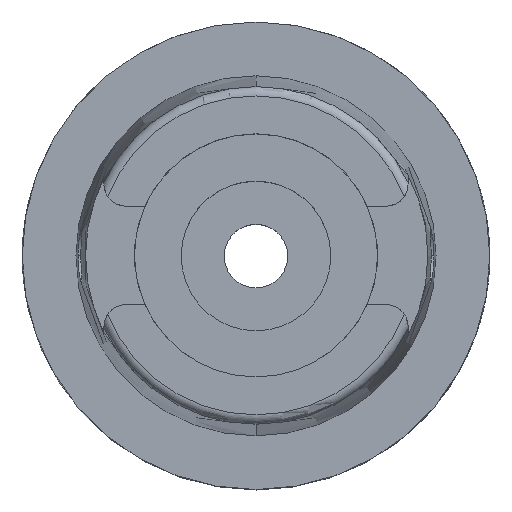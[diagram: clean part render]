
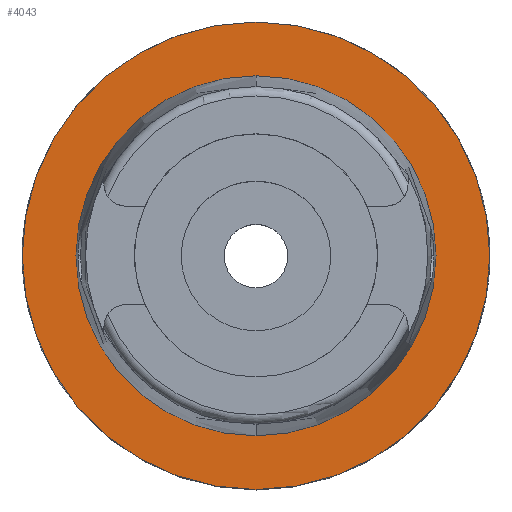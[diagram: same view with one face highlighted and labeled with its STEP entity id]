
A CAD part, top view. The second image highlights one B-rep face of the part: STEP entity #4043.
In plain terms, the highlighted planar face has unit normal (0, 0, 1).
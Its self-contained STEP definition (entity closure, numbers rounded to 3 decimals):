
#1965=CARTESIAN_POINT('',(0.,0.,0.));
#1966=DIRECTION('',(0.,0.,-1.));
#1967=DIRECTION('',(0.,-1.,0.));
#1968=AXIS2_PLACEMENT_3D('',#1965,#1966,#1967);
#1973=CARTESIAN_POINT('',(0.,0.,0.));
#1974=DIRECTION('',(0.,0.,-1.));
#1975=DIRECTION('',(0.,1.,0.));
#1976=AXIS2_PLACEMENT_3D('',#1973,#1974,#1975);
#1981=CARTESIAN_POINT('',(0.,0.,0.));
#1982=DIRECTION('',(0.,0.,1.));
#1983=DIRECTION('',(0.,-1.,0.));
#1984=AXIS2_PLACEMENT_3D('',#1981,#1982,#1983);
#1989=CARTESIAN_POINT('',(0.,0.,0.));
#1990=DIRECTION('',(0.,0.,1.));
#1991=DIRECTION('',(0.,1.,0.));
#1992=AXIS2_PLACEMENT_3D('',#1989,#1990,#1991);
#2350=CARTESIAN_POINT('',(0.,-19.25,0.));
#2351=VERTEX_POINT('',#2350);
#2352=CARTESIAN_POINT('',(0.,19.25,0.));
#2353=VERTEX_POINT('',#2352);
#2617=CARTESIAN_POINT('',(0.,25.,0.));
#2618=VERTEX_POINT('',#2617);
#2619=CARTESIAN_POINT('',(0.,-25.,0.));
#2620=VERTEX_POINT('',#2619);
#4030=CARTESIAN_POINT('',(0.,0.,0.));
#4031=DIRECTION('',(0.,0.,1.));
#4032=DIRECTION('',(0.,1.,0.));
#4033=AXIS2_PLACEMENT_3D('',#4030,#4031,#4032);
#4034=PLANE('',#4033);
#4035=ORIENTED_EDGE('',*,*,#4012,.T.);
#4036=ORIENTED_EDGE('',*,*,#3899,.T.);
#4037=EDGE_LOOP('',(#4035,#4036));
#4038=FACE_OUTER_BOUND('',#4037,.F.);
#4039=ORIENTED_EDGE('',*,*,#2829,.T.);
#4040=ORIENTED_EDGE('',*,*,#2800,.T.);
#4041=EDGE_LOOP('',(#4039,#4040));
#4042=FACE_BOUND('',#4041,.F.);
#1969=CIRCLE('',#1968,25.);
#1977=CIRCLE('',#1976,25.);
#1985=CIRCLE('',#1984,19.25);
#1993=CIRCLE('',#1992,19.25);
#2800=EDGE_CURVE('',#2353,#2351,#1993,.T.);
#2829=EDGE_CURVE('',#2351,#2353,#1985,.T.);
#3899=EDGE_CURVE('',#2618,#2620,#1977,.T.);
#4012=EDGE_CURVE('',#2620,#2618,#1969,.T.);
#4043=ADVANCED_FACE('',(#4038,#4042),#4034,.T.);
